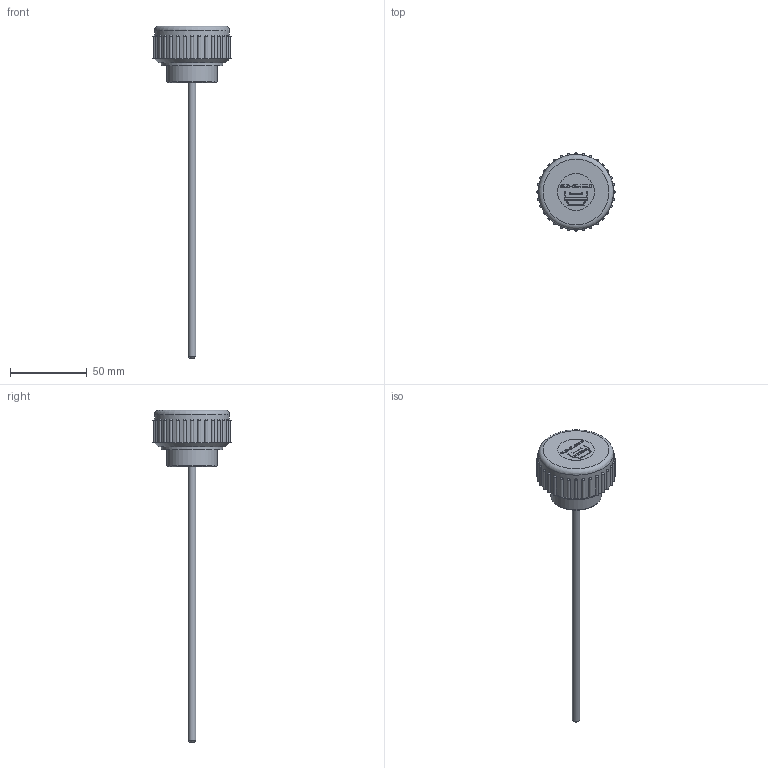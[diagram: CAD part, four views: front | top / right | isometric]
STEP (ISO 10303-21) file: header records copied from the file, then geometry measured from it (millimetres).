
FILE_DESCRIPTION( ( 'Unknown' ), '1' );
FILE_NAME( '6313025_TA3.stp', 'Unknown', ( 'Unknown' ), ( 'Unknown' ), 'PSStep 14.0', 'Unknown', ' ' );
FILE_SCHEMA( ( 'AUTOMOTIVE_DESIGN { 1 0 10303 214 1 1 1 1 }' ) );
Length unit declared in the file: millimetre
Products named in the file (1): 6313035
Bounding box: 50.99 x 50.99 x 217 mm (x, y, z)
Volume: 60790.6 mm3; surface area: 12184.7 mm2
Topology: 1 solids, 6 shells, 254 faces, 668 edges, 414 vertices
Faces by surface type: plane 159, cylinder 46, sphere 32, extrusion 8, cone 8, torus 1
Full cylindrical faces by diameter (mm): 5 x6, 24 x1, 33.249 x1, 40 x1, 49 x1
Entity records: 9899 total; most frequent: CARTESIAN_POINT 2106, DIRECTION 1185, ORIENTED_EDGE 1134, EDGE_CURVE 567, AXIS2_PLACEMENT_3D 411, VERTEX_POINT 370, VECTOR 363, LINE 355
